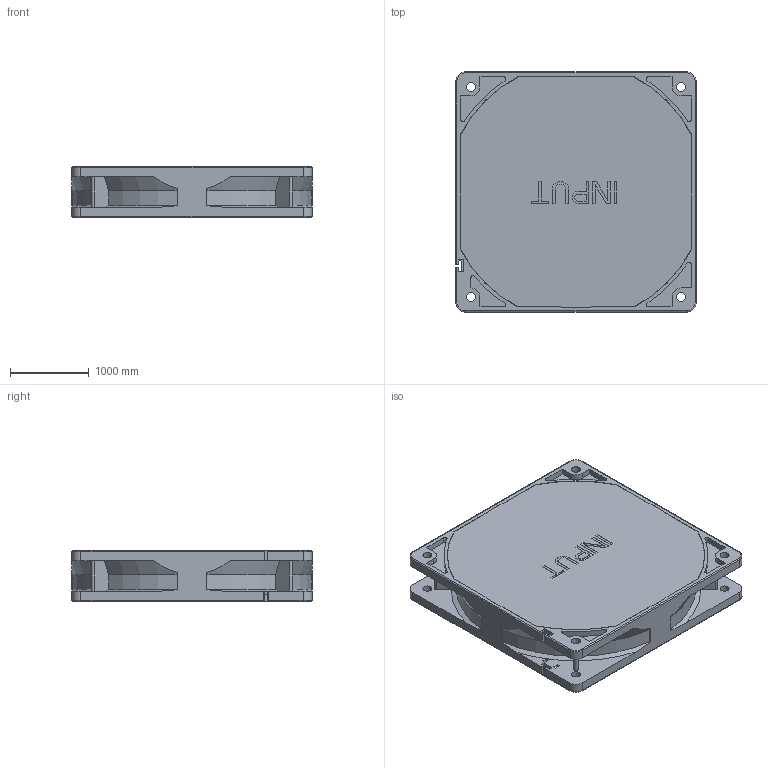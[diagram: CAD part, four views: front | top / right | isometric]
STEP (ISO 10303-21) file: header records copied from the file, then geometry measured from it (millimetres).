
FILE_DESCRIPTION((''),'2;1');
FILE_NAME('PRT0001','2018-01-31T',('LIEN.CHEN'),(''),'PRO/ENGINEER BY PARAMETRIC TECHNOLOGY CORPORATION, 2012480','PRO/ENGINEER BY PARAMETRIC TECHNOLOGY CORPORATION, 2012480','');
FILE_SCHEMA(('CONFIG_CONTROL_DESIGN'));
Length unit declared in the file: inch
Products named in the file (1): PRT0001
Bounding box: 3048 x 3048 x 645.16 mm (x, y, z)
Volume: 5160190196.8 mm3; surface area: 30877672.7 mm2
Topology: 1 solids, 1 shells, 466 faces, 1314 edges, 870 vertices
Faces by surface type: plane 342, cylinder 90, cone 26, torus 8
Entity records: 15138 total; most frequent: CARTESIAN_POINT 2917, ORIENTED_EDGE 2628, DIRECTION 2395, EDGE_CURVE 1314, VECTOR 1021, LINE 1021, VERTEX_POINT 870, AXIS2_PLACEMENT_3D 687
